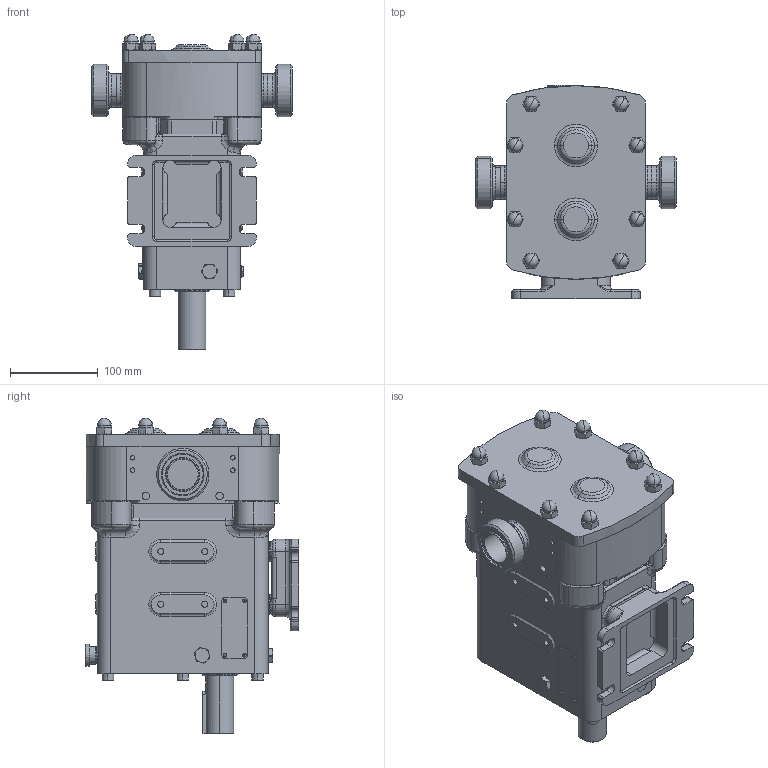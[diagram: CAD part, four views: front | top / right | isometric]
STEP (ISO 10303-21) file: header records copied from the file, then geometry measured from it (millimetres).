
FILE_DESCRIPTION (( 'STEP AP214' ), '1' );
FILE_NAME ('GA3763.STEP', '2024-11-06T20:54:20', ( '' ), ( '' ), 'SwSTEP 2.0', 'SolidWorks 2023', '' );
FILE_SCHEMA (( 'AUTOMOTIVE_DESIGN' ));
Length unit declared in the file: millimetre
Products named in the file (3): Copy of Z94-5101-22 - 1.5 INCH SMS681^GA3763; Copy of R0300 CPP H BSD^GA3763; GA3763
Assembly tree (3 placements, depth 2):
  GA3763
    Copy of R0300 CPP H BSD^GA3763
    Copy of Z94-5101-22 - 1.5 INCH SMS681^GA3763  x2
Bounding box: 228 x 243 x 358.7 mm (x, y, z)
Volume: 7043811.6 mm3; surface area: 374187.2 mm2
Topology: 3 solids, 3 shells, 971 faces, 2330 edges, 1384 vertices
Faces by surface type: cylinder 305, plane 297, cone 167, torus 124, bspline 54, sphere 24
Entity records: 30054 total; most frequent: CARTESIAN_POINT 8486, DIRECTION 4710, ORIENTED_EDGE 4396, EDGE_CURVE 2198, AXIS2_PLACEMENT_3D 1922, VERTEX_POINT 1332, CIRCLE 1030, EDGE_LOOP 1022
